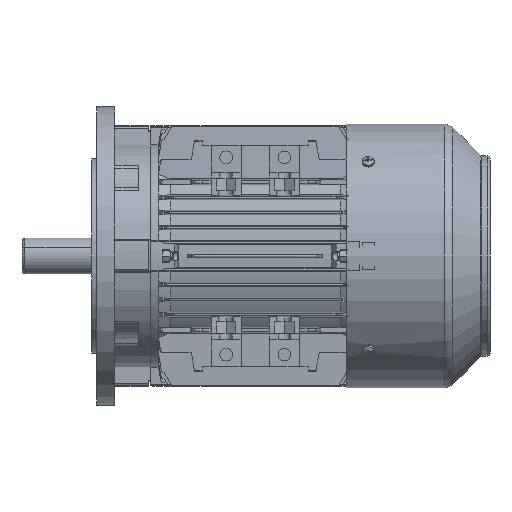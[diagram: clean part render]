
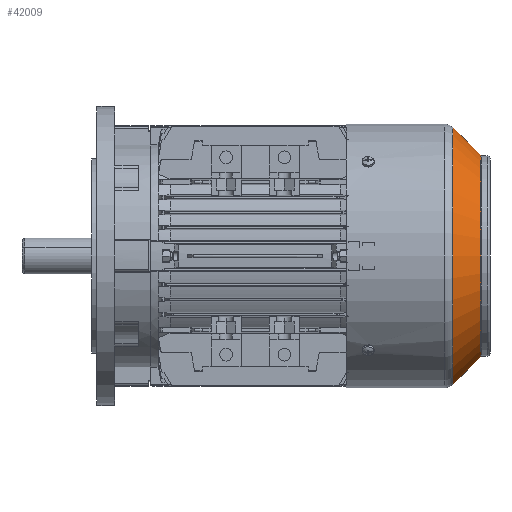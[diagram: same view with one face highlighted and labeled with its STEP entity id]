
A CAD part, front view. The second image highlights one B-rep face of the part: STEP entity #42009.
In plain terms, the highlighted conical face has half-angle 45 degrees and reference radius 67.293 mm.
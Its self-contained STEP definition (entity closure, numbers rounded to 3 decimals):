
#37966 = VERTEX_POINT ( 'NONE', #79074 ) ;
#37967 = VERTEX_POINT ( 'NONE', #79073 ) ;
#38018 = VERTEX_POINT ( 'NONE', #79221 ) ;
#38020 = VERTEX_POINT ( 'NONE', #79220 ) ;
#38024 = EDGE_CURVE ( 'NONE', #38020, #37967, #79214, .T. ) ;
#38030 = EDGE_CURVE ( 'NONE', #38018, #37966, #79206, .T. ) ;
#38068 = EDGE_CURVE ( 'NONE', #38020, #38018, #79312, .T. ) ;
#42009 = ADVANCED_FACE ( 'NONE', ( #86331 ), #86330, .T. ) ;
#42010 = EDGE_LOOP ( 'NONE', ( #42011, #42012, #42013, #42014 ) ) ;
#42011 = ORIENTED_EDGE ( 'NONE', *, *, #38024, .F. ) ;
#42012 = ORIENTED_EDGE ( 'NONE', *, *, #38068, .T. ) ;
#42013 = ORIENTED_EDGE ( 'NONE', *, *, #38030, .T. ) ;
#42014 = ORIENTED_EDGE ( 'NONE', *, *, #42015, .F. ) ;
#42015 = EDGE_CURVE ( 'NONE', #37967, #37966, #86329, .T. ) ;
#79073 = CARTESIAN_POINT ( 'NONE',  ( 71.093, 0., -85.907 ) ) ;
#79074 = CARTESIAN_POINT ( 'NONE',  ( 71.093, 0., 85.907 ) ) ;
#79205 = CARTESIAN_POINT ( 'NONE',  ( 89.707, 0., 67.293 ) ) ;
#79206 = LINE ( 'NONE', #79205, #79268 ) ;
#79211 = DIRECTION ( 'NONE',  ( -0.707, 0., -0.707 ) ) ;
#79212 = VECTOR ( 'NONE', #79211, 1000. ) ;
#79213 = CARTESIAN_POINT ( 'NONE',  ( 89.707, 0., -67.293 ) ) ;
#79214 = LINE ( 'NONE', #79213, #79212 ) ;
#79220 = CARTESIAN_POINT ( 'NONE',  ( 89.707, 0., -67.293 ) ) ;
#79221 = CARTESIAN_POINT ( 'NONE',  ( 89.707, 0., 67.293 ) ) ;
#79267 = DIRECTION ( 'NONE',  ( -0.707, 0., 0.707 ) ) ;
#79268 = VECTOR ( 'NONE', #79267, 1000. ) ;
#79308 = DIRECTION ( 'NONE',  ( 0., 0., 1. ) ) ;
#79309 = DIRECTION ( 'NONE',  ( -1., 0., 0. ) ) ;
#79310 = CARTESIAN_POINT ( 'NONE',  ( 89.707, 0., 0. ) ) ;
#79311 = AXIS2_PLACEMENT_3D ( 'NONE', #79310, #79309, #79308 ) ;
#79312 = CIRCLE ( 'NONE', #79311, 67.293 ) ;
#86321 = DIRECTION ( 'NONE',  ( 0., 0., 1. ) ) ;
#86322 = DIRECTION ( 'NONE',  ( -1., 0., 0. ) ) ;
#86323 = CARTESIAN_POINT ( 'NONE',  ( 71.093, 0., 0. ) ) ;
#86324 = AXIS2_PLACEMENT_3D ( 'NONE', #86323, #86322, #86321 ) ;
#86325 = DIRECTION ( 'NONE',  ( 0., 0., 1. ) ) ;
#86326 = DIRECTION ( 'NONE',  ( -1., 0., 0. ) ) ;
#86327 = CARTESIAN_POINT ( 'NONE',  ( 89.707, 0., 0. ) ) ;
#86328 = AXIS2_PLACEMENT_3D ( 'NONE', #86327, #86326, #86325 ) ;
#86329 = CIRCLE ( 'NONE', #86324, 85.907 ) ;
#86330 = CONICAL_SURFACE ( 'NONE', #86328, 67.293, 0.785 ) ;
#86331 = FACE_OUTER_BOUND ( 'NONE', #42010, .T. ) ;
